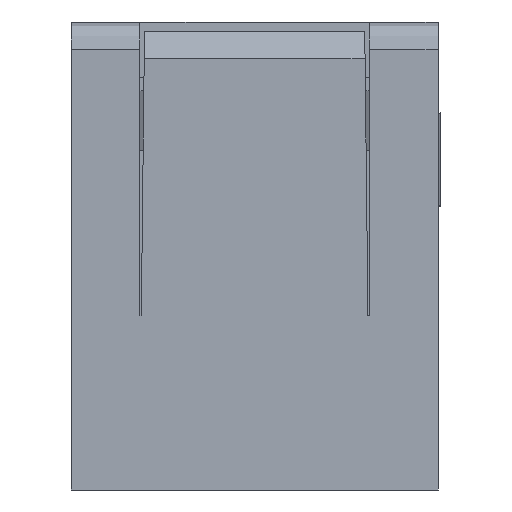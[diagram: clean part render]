
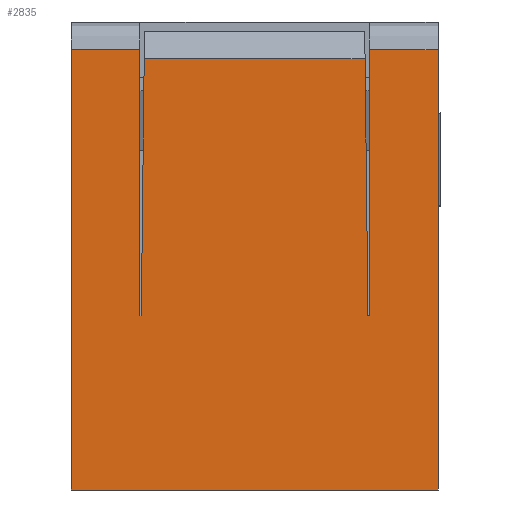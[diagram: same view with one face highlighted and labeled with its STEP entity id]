
A CAD part, left-side view. The second image highlights one B-rep face of the part: STEP entity #2835.
In plain terms, the highlighted planar face has unit normal (-1, 0, 0).
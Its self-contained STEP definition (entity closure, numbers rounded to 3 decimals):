
#1825=CARTESIAN_POINT('',(-12.1,-2.,-1.9));
#1826=VERTEX_POINT('',#1825);
#1833=CARTESIAN_POINT('',(-12.1,2.,-1.9));
#1834=VERTEX_POINT('',#1833);
#1835=CARTESIAN_POINT('',(-12.1,-2.,-1.9));
#1836=DIRECTION('',(0.,1.,0.));
#1837=VECTOR('',#1836,4.);
#1838=LINE('',#1835,#1837);
#1839=EDGE_CURVE('',#1826,#1834,#1838,.T.);
#1896=CARTESIAN_POINT('',(-12.1,2.,2.9));
#1897=VERTEX_POINT('',#1896);
#1898=CARTESIAN_POINT('',(-12.1,2.,2.9));
#1899=DIRECTION('',(0.,0.,-1.));
#1900=VECTOR('',#1899,4.8);
#1901=LINE('',#1898,#1900);
#1902=EDGE_CURVE('',#1897,#1834,#1901,.T.);
#2183=CARTESIAN_POINT('',(-12.1,-2.,2.9));
#2184=VERTEX_POINT('',#2183);
#2192=CARTESIAN_POINT('',(-12.1,-2.,-1.9));
#2193=DIRECTION('',(0.,0.,1.));
#2194=VECTOR('',#2193,4.8);
#2195=LINE('',#2192,#2194);
#2196=EDGE_CURVE('',#1826,#2184,#2195,.T.);
#2755=CARTESIAN_POINT('',(-12.1,0.023,0.835));
#2756=DIRECTION('',(0.,-1.,0.));
#2757=DIRECTION('',(-1.,0.,0.));
#2758=AXIS2_PLACEMENT_3D('',#2755,#2757,#2756);
#2759=PLANE('',#2758);
#2760=ORIENTED_EDGE('',*,*,#1839,.F.);
#2761=ORIENTED_EDGE('',*,*,#2196,.T.);
#2762=CARTESIAN_POINT('',(-12.1,-1.25,2.9));
#2763=VERTEX_POINT('',#2762);
#2764=CARTESIAN_POINT('',(-12.1,-1.25,2.9));
#2765=DIRECTION('',(0.,-1.,0.));
#2766=VECTOR('',#2765,0.75);
#2767=LINE('',#2764,#2766);
#2768=EDGE_CURVE('',#2763,#2184,#2767,.T.);
#2769=ORIENTED_EDGE('',*,*,#2768,.F.);
#2770=CARTESIAN_POINT('',(-12.1,-1.25,0.));
#2771=VERTEX_POINT('',#2770);
#2772=CARTESIAN_POINT('',(-12.1,-1.25,0.));
#2773=DIRECTION('',(0.,0.,1.));
#2774=VECTOR('',#2773,2.9);
#2775=LINE('',#2772,#2774);
#2776=EDGE_CURVE('',#2771,#2763,#2775,.T.);
#2777=ORIENTED_EDGE('',*,*,#2776,.F.);
#2778=CARTESIAN_POINT('',(-12.1,-1.235,0.));
#2779=VERTEX_POINT('',#2778);
#2780=CARTESIAN_POINT('',(-12.1,-1.25,0.));
#2781=DIRECTION('',(0.,1.,0.));
#2782=VECTOR('',#2781,0.015);
#2783=LINE('',#2780,#2782);
#2784=EDGE_CURVE('',#2771,#2779,#2783,.T.);
#2785=ORIENTED_EDGE('',*,*,#2784,.T.);
#2786=CARTESIAN_POINT('',(-12.1,-1.203,2.8));
#2787=VERTEX_POINT('',#2786);
#2788=CARTESIAN_POINT('',(-12.1,-1.235,0.));
#2789=DIRECTION('',(0.,0.011,1.));
#2790=VECTOR('',#2789,2.8);
#2791=LINE('',#2788,#2790);
#2792=EDGE_CURVE('',#2779,#2787,#2791,.T.);
#2793=ORIENTED_EDGE('',*,*,#2792,.T.);
#2794=CARTESIAN_POINT('',(-12.1,1.203,2.8));
#2795=VERTEX_POINT('',#2794);
#2796=CARTESIAN_POINT('',(-12.1,-1.203,2.8));
#2797=DIRECTION('',(0.,1.,0.));
#2798=VECTOR('',#2797,2.407);
#2799=LINE('',#2796,#2798);
#2800=EDGE_CURVE('',#2787,#2795,#2799,.T.);
#2801=ORIENTED_EDGE('',*,*,#2800,.T.);
#2802=CARTESIAN_POINT('',(-12.1,1.235,0.));
#2803=VERTEX_POINT('',#2802);
#2804=CARTESIAN_POINT('',(-12.1,1.203,2.8));
#2805=DIRECTION('',(0.,0.011,-1.));
#2806=VECTOR('',#2805,2.8);
#2807=LINE('',#2804,#2806);
#2808=EDGE_CURVE('',#2795,#2803,#2807,.T.);
#2809=ORIENTED_EDGE('',*,*,#2808,.T.);
#2810=CARTESIAN_POINT('',(-12.1,1.25,0.));
#2811=VERTEX_POINT('',#2810);
#2812=CARTESIAN_POINT('',(-12.1,1.235,0.));
#2813=DIRECTION('',(0.,1.,0.));
#2814=VECTOR('',#2813,0.015);
#2815=LINE('',#2812,#2814);
#2816=EDGE_CURVE('',#2803,#2811,#2815,.T.);
#2817=ORIENTED_EDGE('',*,*,#2816,.T.);
#2818=CARTESIAN_POINT('',(-12.1,1.25,2.9));
#2819=VERTEX_POINT('',#2818);
#2820=CARTESIAN_POINT('',(-12.1,1.25,2.9));
#2821=DIRECTION('',(0.,0.,-1.));
#2822=VECTOR('',#2821,2.9);
#2823=LINE('',#2820,#2822);
#2824=EDGE_CURVE('',#2819,#2811,#2823,.T.);
#2825=ORIENTED_EDGE('',*,*,#2824,.F.);
#2826=CARTESIAN_POINT('',(-12.1,2.,2.9));
#2827=DIRECTION('',(0.,-1.,0.));
#2828=VECTOR('',#2827,0.75);
#2829=LINE('',#2826,#2828);
#2830=EDGE_CURVE('',#1897,#2819,#2829,.T.);
#2831=ORIENTED_EDGE('',*,*,#2830,.F.);
#2832=ORIENTED_EDGE('',*,*,#1902,.T.);
#2833=EDGE_LOOP('',(#2760,#2761,#2769,#2777,#2785,#2793,#2801,#2809,#2817,#2825,#2831,#2832));
#2834=FACE_OUTER_BOUND('',#2833,.T.);
#2835=ADVANCED_FACE('',(#2834),#2759,.T.);
